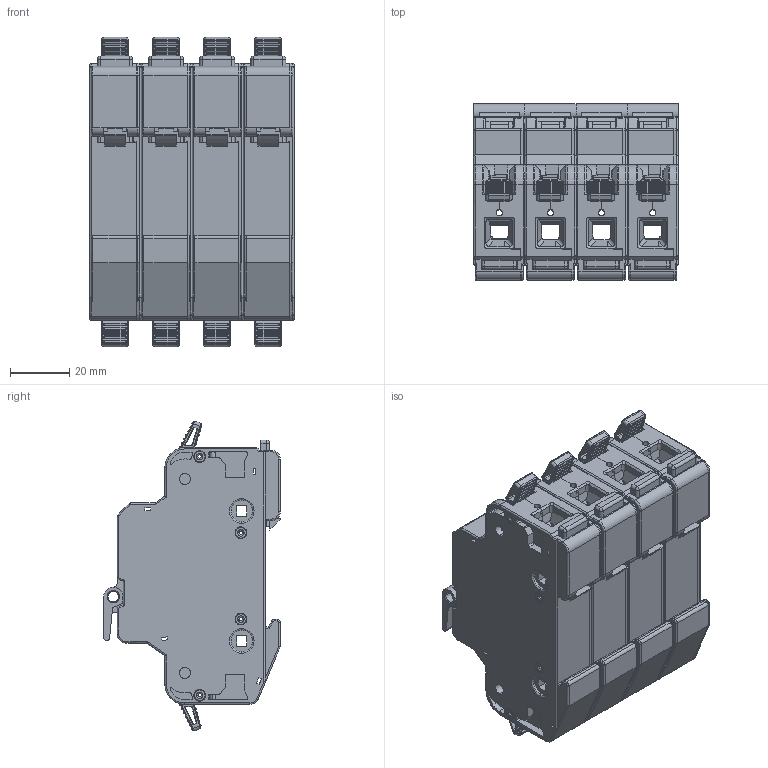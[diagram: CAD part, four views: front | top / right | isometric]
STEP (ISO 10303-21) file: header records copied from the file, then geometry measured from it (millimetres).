
FILE_DESCRIPTION (( 'STEP AP214' ), '1' );
FILE_NAME ('USGCC USGM 4.STEP', '2013-01-28T16:12:14', ( '' ), ( '' ), 'SwSTEP 2.0', 'SolidWorks 2012', '' );
FILE_SCHEMA (( 'AUTOMOTIVE_DESIGN' ));
Length unit declared in the file: inch
Products named in the file (1): USGCC USGM 4
Bounding box: 69.2 x 59.71 x 104.89 mm (x, y, z)
Surface area: 78124.7 mm2 (no closed solid volume)
Topology: 0 solids, 77 shells, 3374 faces, 13101 edges, 9637 vertices
Faces by surface type: cylinder 1176, plane 1157, torus 482, bspline 382, cone 153, sphere 24
Entity records: 201163 total; most frequent: CARTESIAN_POINT 53316, DIRECTION 20983, ORIENTED_EDGE 19815, EDGE_CURVE 13046, VERTEX_POINT 9637, LINE 7129, VECTOR 7129, AXIS2_PLACEMENT_3D 6927
